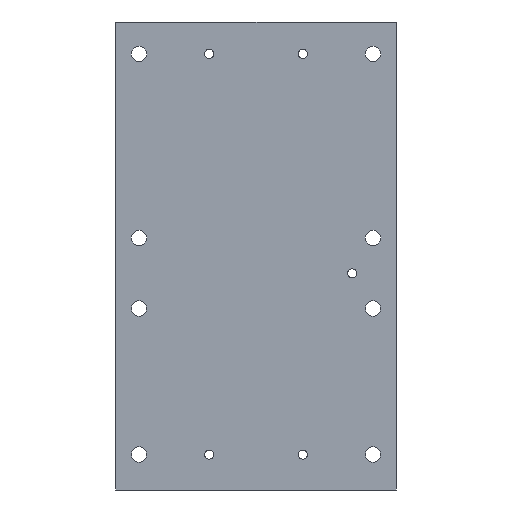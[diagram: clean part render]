
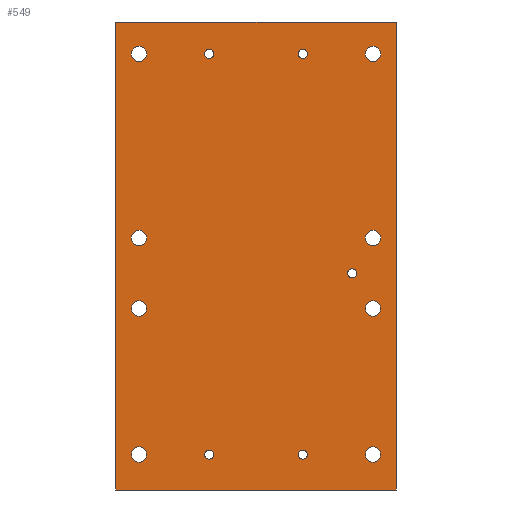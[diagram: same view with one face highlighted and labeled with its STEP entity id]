
A CAD part, front view. The second image highlights one B-rep face of the part: STEP entity #549.
In plain terms, the highlighted planar face has unit normal (0, -1, 0).
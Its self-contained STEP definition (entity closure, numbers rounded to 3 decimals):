
#28=FACE_BOUND('',#110,.T.);
#29=FACE_BOUND('',#111,.T.);
#30=FACE_BOUND('',#112,.T.);
#31=FACE_BOUND('',#113,.T.);
#32=FACE_BOUND('',#114,.T.);
#33=FACE_BOUND('',#115,.T.);
#34=FACE_BOUND('',#116,.T.);
#35=FACE_BOUND('',#117,.T.);
#36=FACE_BOUND('',#118,.T.);
#37=FACE_BOUND('',#119,.T.);
#38=FACE_BOUND('',#120,.T.);
#39=FACE_BOUND('',#121,.T.);
#40=FACE_BOUND('',#122,.T.);
#50=PLANE('',#630);
#73=FACE_OUTER_BOUND('',#109,.T.);
#109=EDGE_LOOP('',(#497,#498,#499,#500));
#110=EDGE_LOOP('',(#501));
#111=EDGE_LOOP('',(#502));
#112=EDGE_LOOP('',(#503));
#113=EDGE_LOOP('',(#504));
#114=EDGE_LOOP('',(#505));
#115=EDGE_LOOP('',(#506));
#116=EDGE_LOOP('',(#507));
#117=EDGE_LOOP('',(#508));
#118=EDGE_LOOP('',(#509));
#119=EDGE_LOOP('',(#510));
#120=EDGE_LOOP('',(#511));
#121=EDGE_LOOP('',(#512));
#122=EDGE_LOOP('',(#513));
#145=LINE('',#900,#182);
#155=LINE('',#936,#192);
#158=LINE('',#941,#195);
#159=LINE('',#943,#196);
#182=VECTOR('',#737,10.);
#192=VECTOR('',#781,10.);
#195=VECTOR('',#786,10.);
#196=VECTOR('',#789,10.);
#199=CIRCLE('',#573,1.23);
#202=CIRCLE('',#577,1.23);
#205=CIRCLE('',#581,1.23);
#208=CIRCLE('',#585,1.23);
#210=CIRCLE('',#588,1.23);
#227=CIRCLE('',#612,2.1);
#228=CIRCLE('',#614,2.1);
#229=CIRCLE('',#616,2.1);
#230=CIRCLE('',#618,2.1);
#231=CIRCLE('',#620,2.1);
#232=CIRCLE('',#622,2.1);
#233=CIRCLE('',#624,2.1);
#234=CIRCLE('',#626,2.1);
#237=VERTEX_POINT('',#798);
#240=VERTEX_POINT('',#806);
#243=VERTEX_POINT('',#814);
#246=VERTEX_POINT('',#822);
#248=VERTEX_POINT('',#828);
#277=VERTEX_POINT('',#897);
#278=VERTEX_POINT('',#899);
#279=VERTEX_POINT('',#903);
#280=VERTEX_POINT('',#907);
#281=VERTEX_POINT('',#911);
#282=VERTEX_POINT('',#915);
#283=VERTEX_POINT('',#919);
#284=VERTEX_POINT('',#923);
#285=VERTEX_POINT('',#927);
#286=VERTEX_POINT('',#931);
#287=VERTEX_POINT('',#935);
#288=VERTEX_POINT('',#939);
#292=EDGE_CURVE('',#237,#237,#199,.T.);
#296=EDGE_CURVE('',#240,#240,#202,.T.);
#300=EDGE_CURVE('',#243,#243,#205,.T.);
#304=EDGE_CURVE('',#246,#246,#208,.T.);
#307=EDGE_CURVE('',#248,#248,#210,.T.);
#341=EDGE_CURVE('',#277,#278,#145,.T.);
#344=EDGE_CURVE('',#279,#279,#227,.T.);
#346=EDGE_CURVE('',#280,#280,#228,.T.);
#348=EDGE_CURVE('',#281,#281,#229,.T.);
#350=EDGE_CURVE('',#282,#282,#230,.T.);
#352=EDGE_CURVE('',#283,#283,#231,.T.);
#354=EDGE_CURVE('',#284,#284,#232,.T.);
#356=EDGE_CURVE('',#285,#285,#233,.T.);
#358=EDGE_CURVE('',#286,#286,#234,.T.);
#359=EDGE_CURVE('',#287,#277,#155,.T.);
#362=EDGE_CURVE('',#288,#287,#158,.T.);
#363=EDGE_CURVE('',#278,#288,#159,.T.);
#497=ORIENTED_EDGE('',*,*,#363,.F.);
#498=ORIENTED_EDGE('',*,*,#341,.F.);
#499=ORIENTED_EDGE('',*,*,#359,.F.);
#500=ORIENTED_EDGE('',*,*,#362,.F.);
#501=ORIENTED_EDGE('',*,*,#292,.T.);
#502=ORIENTED_EDGE('',*,*,#296,.T.);
#503=ORIENTED_EDGE('',*,*,#300,.T.);
#504=ORIENTED_EDGE('',*,*,#304,.T.);
#505=ORIENTED_EDGE('',*,*,#307,.T.);
#506=ORIENTED_EDGE('',*,*,#344,.T.);
#507=ORIENTED_EDGE('',*,*,#346,.T.);
#508=ORIENTED_EDGE('',*,*,#348,.T.);
#509=ORIENTED_EDGE('',*,*,#350,.T.);
#510=ORIENTED_EDGE('',*,*,#352,.T.);
#511=ORIENTED_EDGE('',*,*,#354,.T.);
#512=ORIENTED_EDGE('',*,*,#356,.T.);
#513=ORIENTED_EDGE('',*,*,#358,.T.);
#549=ADVANCED_FACE('',(#73,#28,#29,#30,#31,#32,#33,#34,#35,#36,#37,#38,
#39,#40),#50,.F.);
#573=AXIS2_PLACEMENT_3D('',#800,#640,#641);
#577=AXIS2_PLACEMENT_3D('',#808,#649,#650);
#581=AXIS2_PLACEMENT_3D('',#816,#658,#659);
#585=AXIS2_PLACEMENT_3D('',#824,#667,#668);
#588=AXIS2_PLACEMENT_3D('',#830,#674,#675);
#612=AXIS2_PLACEMENT_3D('',#905,#742,#743);
#614=AXIS2_PLACEMENT_3D('',#909,#747,#748);
#616=AXIS2_PLACEMENT_3D('',#913,#752,#753);
#618=AXIS2_PLACEMENT_3D('',#917,#757,#758);
#620=AXIS2_PLACEMENT_3D('',#921,#762,#763);
#622=AXIS2_PLACEMENT_3D('',#925,#767,#768);
#624=AXIS2_PLACEMENT_3D('',#929,#772,#773);
#626=AXIS2_PLACEMENT_3D('',#933,#777,#778);
#630=AXIS2_PLACEMENT_3D('',#944,#790,#791);
#640=DIRECTION('center_axis',(0.,1.,0.));
#641=DIRECTION('ref_axis',(1.,0.,0.));
#649=DIRECTION('center_axis',(0.,1.,0.));
#650=DIRECTION('ref_axis',(1.,0.,0.));
#658=DIRECTION('center_axis',(0.,1.,0.));
#659=DIRECTION('ref_axis',(1.,0.,0.));
#667=DIRECTION('center_axis',(0.,1.,0.));
#668=DIRECTION('ref_axis',(1.,0.,0.));
#674=DIRECTION('center_axis',(0.,1.,0.));
#675=DIRECTION('ref_axis',(1.,0.,0.));
#737=DIRECTION('',(0.,0.,1.));
#742=DIRECTION('center_axis',(0.,1.,0.));
#743=DIRECTION('ref_axis',(1.,0.,0.));
#747=DIRECTION('center_axis',(0.,1.,0.));
#748=DIRECTION('ref_axis',(1.,0.,0.));
#752=DIRECTION('center_axis',(0.,1.,0.));
#753=DIRECTION('ref_axis',(1.,0.,0.));
#757=DIRECTION('center_axis',(0.,1.,0.));
#758=DIRECTION('ref_axis',(1.,0.,0.));
#762=DIRECTION('center_axis',(0.,1.,0.));
#763=DIRECTION('ref_axis',(1.,0.,0.));
#767=DIRECTION('center_axis',(0.,1.,0.));
#768=DIRECTION('ref_axis',(1.,0.,0.));
#772=DIRECTION('center_axis',(0.,1.,0.));
#773=DIRECTION('ref_axis',(1.,0.,0.));
#777=DIRECTION('center_axis',(0.,1.,0.));
#778=DIRECTION('ref_axis',(1.,0.,0.));
#781=DIRECTION('',(-1.,0.,0.));
#786=DIRECTION('',(0.,0.,-1.));
#789=DIRECTION('',(1.,0.,0.));
#790=DIRECTION('center_axis',(0.,1.,0.));
#791=DIRECTION('ref_axis',(0.,0.,1.));
#798=CARTESIAN_POINT('',(11.471,0.,-53.899));
#800=CARTESIAN_POINT('Origin',(12.7,0.,-53.899));
#806=CARTESIAN_POINT('',(11.471,0.,54.839));
#808=CARTESIAN_POINT('Origin',(12.7,0.,54.839));
#814=CARTESIAN_POINT('',(-13.93,0.,54.839));
#816=CARTESIAN_POINT('Origin',(-12.7,0.,54.839));
#822=CARTESIAN_POINT('',(-13.93,0.,-53.899));
#824=CARTESIAN_POINT('Origin',(-12.7,0.,-53.899));
#828=CARTESIAN_POINT('',(24.871,0.,-4.699));
#830=CARTESIAN_POINT('Origin',(26.1,0.,-4.699));
#897=CARTESIAN_POINT('',(-38.1,0.,-63.5));
#899=CARTESIAN_POINT('',(-38.1,0.,63.5));
#900=CARTESIAN_POINT('',(-38.1,0.,-63.5));
#903=CARTESIAN_POINT('',(-33.85,0.,-14.249));
#905=CARTESIAN_POINT('Origin',(-31.75,0.,-14.249));
#907=CARTESIAN_POINT('',(-33.85,0.,54.839));
#909=CARTESIAN_POINT('Origin',(-31.75,0.,54.839));
#911=CARTESIAN_POINT('',(29.65,0.,54.839));
#913=CARTESIAN_POINT('Origin',(31.75,0.,54.839));
#915=CARTESIAN_POINT('',(29.65,0.,-53.899));
#917=CARTESIAN_POINT('Origin',(31.75,0.,-53.899));
#919=CARTESIAN_POINT('',(-33.85,0.,-53.899));
#921=CARTESIAN_POINT('Origin',(-31.75,0.,-53.899));
#923=CARTESIAN_POINT('',(-33.85,0.,4.851));
#925=CARTESIAN_POINT('Origin',(-31.75,0.,4.851));
#927=CARTESIAN_POINT('',(29.65,0.,4.851));
#929=CARTESIAN_POINT('Origin',(31.75,0.,4.851));
#931=CARTESIAN_POINT('',(29.65,0.,-14.249));
#933=CARTESIAN_POINT('Origin',(31.75,0.,-14.249));
#935=CARTESIAN_POINT('',(38.1,0.,-63.5));
#936=CARTESIAN_POINT('',(38.1,0.,-63.5));
#939=CARTESIAN_POINT('',(38.1,0.,63.5));
#941=CARTESIAN_POINT('',(38.1,0.,63.5));
#943=CARTESIAN_POINT('',(-38.1,0.,63.5));
#944=CARTESIAN_POINT('Origin',(0.,0.,0.));
